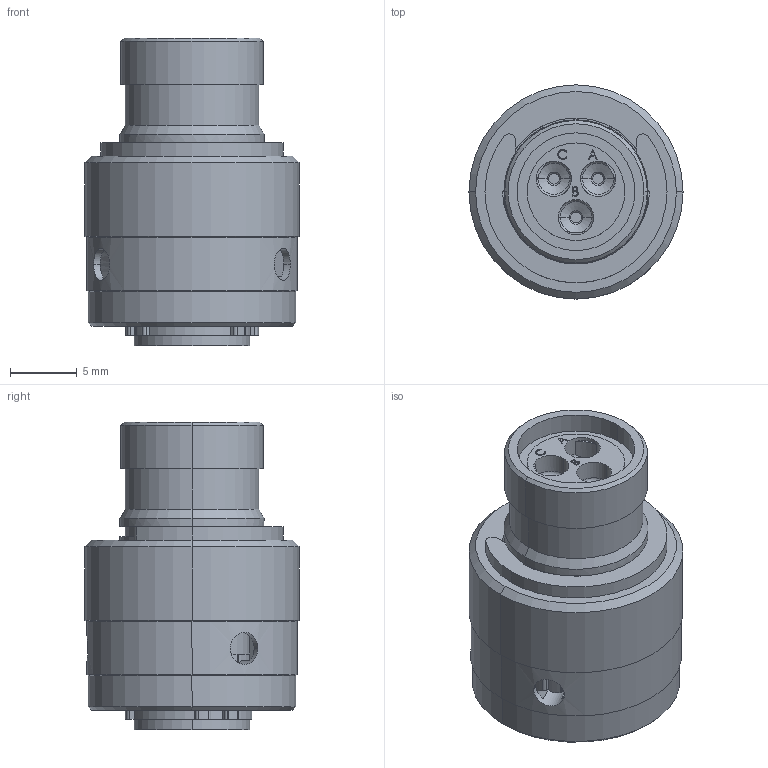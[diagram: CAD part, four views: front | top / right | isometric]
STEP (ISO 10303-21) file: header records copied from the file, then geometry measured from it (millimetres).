
FILE_DESCRIPTION (( 'STEP AP214' ), '1' );
FILE_NAME ('AS607-98SN.STEP', '2016-08-01T12:18:33', ( 'TE Connectivity' ), ( 'TE Connectivity' ), 'SwSTEP 2.0', 'SolidWorks 2014', '' );
FILE_SCHEMA (( 'AUTOMOTIVE_DESIGN' ));
Length unit declared in the file: millimetre
Products named in the file (1): AS607-98SN
Bounding box: 16 x 16 x 23 mm (x, y, z)
Volume: 2555.7 mm3; surface area: 3409.8 mm2
Topology: 1 solids, 4 shells, 664 faces, 1559 edges, 947 vertices
Faces by surface type: cylinder 209, plane 166, torus 133, cone 90, bspline 66
Entity records: 33858 total; most frequent: CARTESIAN_POINT 11740, DIRECTION 3217, ORIENTED_EDGE 3118, EDGE_CURVE 1559, AXIS2_PLACEMENT_3D 1313, VERTEX_POINT 947, EDGE_LOOP 726, CIRCLE 714
